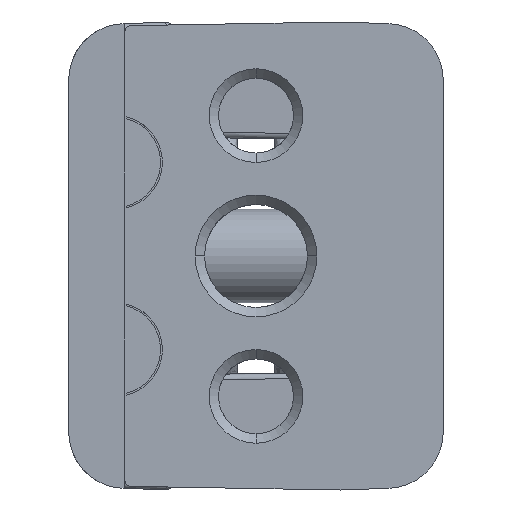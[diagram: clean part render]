
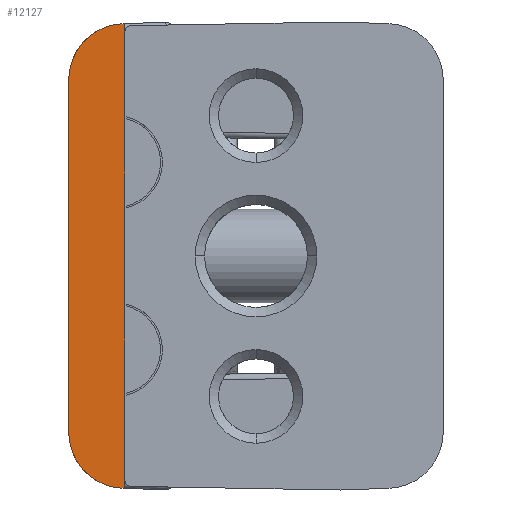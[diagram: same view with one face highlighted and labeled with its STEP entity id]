
A CAD part, left-side view. The second image highlights one B-rep face of the part: STEP entity #12127.
In plain terms, the highlighted planar face has unit normal (-0.999, 0.035, 0).
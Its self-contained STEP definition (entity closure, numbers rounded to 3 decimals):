
#77 = CARTESIAN_POINT ( 'NONE',  ( -99.704, 11.976, -70.849 ) ) ;
#229 = CARTESIAN_POINT ( 'NONE',  ( -99.7, 12.08, -70.94 ) ) ;
#343 = CARTESIAN_POINT ( 'NONE',  ( -99.704, 11.976, -70.849 ) ) ;
#547 = LINE ( 'NONE', #343, #9350 ) ;
#557 = CARTESIAN_POINT ( 'NONE',  ( -99.599, 14.976, -83.349 ) ) ;
#692 = ORIENTED_EDGE ( 'NONE', *, *, #8475, .T. ) ;
#705 = EDGE_CURVE ( 'NONE', #8167, #3648, #15190, .T. ) ;
#942 = CARTESIAN_POINT ( 'NONE',  ( -99.641, 13.788, -71. ) ) ;
#1217 = DIRECTION ( 'NONE',  ( 0., 0., 1. ) ) ;
#1721 = EDGE_CURVE ( 'NONE', #14562, #12534, #3016, .T. ) ;
#1760 = CARTESIAN_POINT ( 'NONE',  ( -99.7, 12.08, -70.94 ) ) ;
#2052 = ORIENTED_EDGE ( 'NONE', *, *, #10229, .F. ) ;
#2217 = DIRECTION ( 'NONE',  ( -0.035, -0.999, 0. ) ) ;
#2245 = DIRECTION ( 'NONE',  ( 0., 0., 1. ) ) ;
#2266 = CARTESIAN_POINT ( 'NONE',  ( -99.704, 11.976, -70.849 ) ) ;
#2617 = EDGE_CURVE ( 'NONE', #8167, #6750, #14965, .T. ) ;
#2785 = EDGE_CURVE ( 'NONE', #3648, #5055, #9716, .T. ) ;
#2855 = VECTOR ( 'NONE', #11952, 1000. ) ;
#2946 = ORIENTED_EDGE ( 'NONE', *, *, #6724, .T. ) ;
#3016 = LINE ( 'NONE', #6527, #13463 ) ;
#3142 = LINE ( 'NONE', #557, #8591 ) ;
#3403 = CARTESIAN_POINT ( 'NONE',  ( -99.704, 11.976, -76.002 ) ) ;
#3520 = CARTESIAN_POINT ( 'NONE',  ( -99.7, 12.08, -95.758 ) ) ;
#3648 = VERTEX_POINT ( 'NONE', #6575 ) ;
#3850 = VECTOR ( 'NONE', #1217, 1000. ) ;
#4228 = CARTESIAN_POINT ( 'NONE',  ( -99.7, 12.08, -70.94 ) ) ;
#4240 = DIRECTION ( 'NONE',  ( 0., 0., -1. ) ) ;
#4730 = LINE ( 'NONE', #229, #2855 ) ;
#4954 = ORIENTED_EDGE ( 'NONE', *, *, #2785, .T. ) ;
#5055 = VERTEX_POINT ( 'NONE', #12195 ) ;
#5277 = EDGE_CURVE ( 'NONE', #7167, #9022, #14380, .T. ) ;
#5421 = DIRECTION ( 'NONE',  ( 0., 0., 1. ) ) ;
#5781 = CARTESIAN_POINT ( 'NONE',  ( -99.704, 11.976, -70.849 ) ) ;
#5818 = EDGE_CURVE ( 'NONE', #9022, #6750, #3142, .T. ) ;
#6161 = CARTESIAN_POINT ( 'NONE',  ( -99.704, 11.976, -80.696 ) ) ;
#6183 = ORIENTED_EDGE ( 'NONE', *, *, #1721, .T. ) ;
#6217 = CARTESIAN_POINT ( 'NONE',  ( -99.704, 11.976, -70.936 ) ) ;
#6219 = VERTEX_POINT ( 'NONE', #11150 ) ;
#6329 = VECTOR ( 'NONE', #13624, 1000. ) ;
#6389 = CARTESIAN_POINT ( 'NONE',  ( -99.599, 14.976, -72.229 ) ) ;
#6527 = CARTESIAN_POINT ( 'NONE',  ( -99.704, 11.976, -70.849 ) ) ;
#6575 = CARTESIAN_POINT ( 'NONE',  ( -99.704, 11.976, -95.762 ) ) ;
#6724 = EDGE_CURVE ( 'NONE', #6219, #14562, #14999, .T. ) ;
#6750 = VERTEX_POINT ( 'NONE', #9465 ) ;
#6832 = CARTESIAN_POINT ( 'NONE',  ( -99.641, 13.788, -95.698 ) ) ;
#7167 = VERTEX_POINT ( 'NONE', #4228 ) ;
#7430 = CARTESIAN_POINT ( 'NONE',  ( -99.599, 14.976, -73.938 ) ) ;
#7717 = CARTESIAN_POINT ( 'NONE',  ( -99.7, 12.08, -95.758 ) ) ;
#7869 = ORIENTED_EDGE ( 'NONE', *, *, #2617, .F. ) ;
#7999 = CARTESIAN_POINT ( 'NONE',  ( -99.599, 14.976, -92.76 ) ) ;
#8167 = VERTEX_POINT ( 'NONE', #3520 ) ;
#8301 = DIRECTION ( 'NONE',  ( 0., 0., 1. ) ) ;
#8475 = EDGE_CURVE ( 'NONE', #12534, #9007, #547, .T. ) ;
#8591 = VECTOR ( 'NONE', #4240, 1000. ) ;
#9007 = VERTEX_POINT ( 'NONE', #6217 ) ;
#9022 = VERTEX_POINT ( 'NONE', #7430 ) ;
#9290 = PLANE ( 'NONE',  #14704 ) ;
#9350 = VECTOR ( 'NONE', #9731, 1000. ) ;
#9465 = CARTESIAN_POINT ( 'NONE',  ( -99.599, 14.976, -92.76 ) ) ;
#9716 = LINE ( 'NONE', #77, #14895 ) ;
#9731 = DIRECTION ( 'NONE',  ( 0., 0., 1. ) ) ;
#9794 = ORIENTED_EDGE ( 'NONE', *, *, #10432, .T. ) ;
#10229 = EDGE_CURVE ( 'NONE', #7167, #9007, #4730, .T. ) ;
#10330 = CARTESIAN_POINT ( 'NONE',  ( -99.599, 14.976, -73.938 ) ) ;
#10432 = EDGE_CURVE ( 'NONE', #5055, #6219, #12120, .T. ) ;
#10444 = CARTESIAN_POINT ( 'NONE',  ( -99.7, 12.08, -95.758 ) ) ;
#11080 = ORIENTED_EDGE ( 'NONE', *, *, #5277, .T. ) ;
#11150 = CARTESIAN_POINT ( 'NONE',  ( -99.704, 11.976, -86.002 ) ) ;
#11209 = ORIENTED_EDGE ( 'NONE', *, *, #705, .T. ) ;
#11330 = EDGE_LOOP ( 'NONE', ( #6183, #692, #2052, #11080, #14486, #7869, #11209, #4954, #9794, #2946 ) ) ;
#11952 = DIRECTION ( 'NONE',  ( -0.035, -0.999, 0.035 ) ) ;
#12120 = LINE ( 'NONE', #2266, #3850 ) ;
#12127 = ADVANCED_FACE ( 'NONE', ( #12730 ), #9290, .T. ) ;
#12195 = CARTESIAN_POINT ( 'NONE',  ( -99.704, 11.976, -90.696 ) ) ;
#12411 = VECTOR ( 'NONE', #2245, 1000. ) ;
#12534 = VERTEX_POINT ( 'NONE', #3403 ) ;
#12730 = FACE_OUTER_BOUND ( 'NONE', #11330, .T. ) ;
#13463 = VECTOR ( 'NONE', #5421, 1000. ) ;
#13624 = DIRECTION ( 'NONE',  ( -0.035, -0.999, -0.035 ) ) ;
#13844 = DIRECTION ( 'NONE',  ( -0.999, 0.035, 0. ) ) ;
#14016 = CARTESIAN_POINT ( 'NONE',  ( -99.704, 11.976, -70.849 ) ) ;
#14380 =( BOUNDED_CURVE ( )  B_SPLINE_CURVE ( 3, ( #1760, #942, #6389, #10330 ),
 .UNSPECIFIED., .F., .T. ) 
 B_SPLINE_CURVE_WITH_KNOTS ( ( 4, 4 ),
 ( 4.747, 6.283 ),
 .UNSPECIFIED. ) 
 CURVE ( )  GEOMETRIC_REPRESENTATION_ITEM ( )  RATIONAL_B_SPLINE_CURVE ( ( 1., 0.813, 0.813, 1. ) ) 
 REPRESENTATION_ITEM ( '' )  );
#14486 = ORIENTED_EDGE ( 'NONE', *, *, #5818, .T. ) ;
#14562 = VERTEX_POINT ( 'NONE', #6161 ) ;
#14704 = AXIS2_PLACEMENT_3D ( 'NONE', #5781, #13844, #2217 ) ;
#14895 = VECTOR ( 'NONE', #8301, 1000. ) ;
#14965 =( BOUNDED_CURVE ( )  B_SPLINE_CURVE ( 3, ( #10444, #6832, #15071, #7999 ),
 .UNSPECIFIED., .F., .T. ) 
 B_SPLINE_CURVE_WITH_KNOTS ( ( 4, 4 ),
 ( 1.606, 3.142 ),
 .UNSPECIFIED. ) 
 CURVE ( )  GEOMETRIC_REPRESENTATION_ITEM ( )  RATIONAL_B_SPLINE_CURVE ( ( 1., 0.813, 0.813, 1. ) ) 
 REPRESENTATION_ITEM ( '' )  );
#14999 = LINE ( 'NONE', #14016, #12411 ) ;
#15071 = CARTESIAN_POINT ( 'NONE',  ( -99.599, 14.976, -94.469 ) ) ;
#15190 = LINE ( 'NONE', #7717, #6329 ) ;
